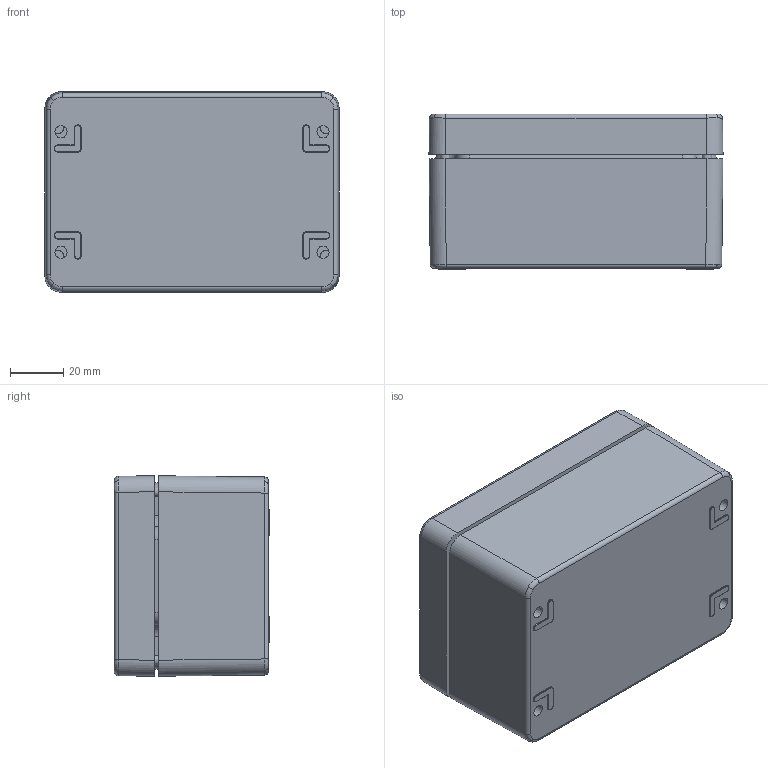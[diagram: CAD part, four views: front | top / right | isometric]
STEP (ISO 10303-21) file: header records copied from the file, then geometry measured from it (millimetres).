
FILE_DESCRIPTION(/* description */ ('Polyester-Gehäuse 110x75x55 mm'),/* implementation_level */ '2;1');
FILE_NAME(/* name */ '07110806010-RST.stp',/* time_stamp */ '2021-09-02T14:17:21+02:00',/* author */ ('sl'),/* organization */ (''),/* preprocessor_version */ 'ST-DEVELOPER v16.5',/* originating_system */ 'Autodesk Inventor 2017',/* authorisation */ '');
FILE_SCHEMA (('AUTOMOTIVE_DESIGN { 1 0 10303 214 3 1 1 }'));
Length unit declared in the file: millimetre
Products named in the file (9): 07_110806_010; 07_110806_010_1; 07_110806_010_2; Polyester-Gehäuse-05-BG-0002-07_110806_010; 21232-Unterteil_Standard; 86223_Standard; 86220_Standard; 86221_Standard; 07_110806_010_3
Assembly tree (18 placements, depth 3):
  07_110806_010
    07_110806_010_1
    07_110806_010_2
    07_110806_010_3  x4
    Polyester-Gehäuse-05-BG-0002-07_110806_010
      86220_Standard  x4
      86221_Standard  x2
      86223_Standard  x4
      21232-Unterteil_Standard
Bounding box: 110 x 58.2 x 75 mm (x, y, z)
Volume: 179989.8 mm3; surface area: 82382.3 mm2
Topology: 17 solids, 17 shells, 912 faces, 2210 edges, 1353 vertices
Faces by surface type: plane 315, cylinder 192, bspline 169, cone 136, torus 92, sphere 8
Full cylindrical faces by diameter (mm): 2.5 x4, 3.3 x6, 3.5 x8, 3.52 x4, 3.8 x4, 4 x4, 5 x6, 5.5 x4
Entity records: 23354 total; most frequent: CARTESIAN_POINT 8443, DIRECTION 3146, ORIENTED_EDGE 2984, EDGE_CURVE 1492, AXIS2_PLACEMENT_3D 1330, VERTEX_POINT 945, EDGE_LOOP 815, ADVANCED_FACE 679
